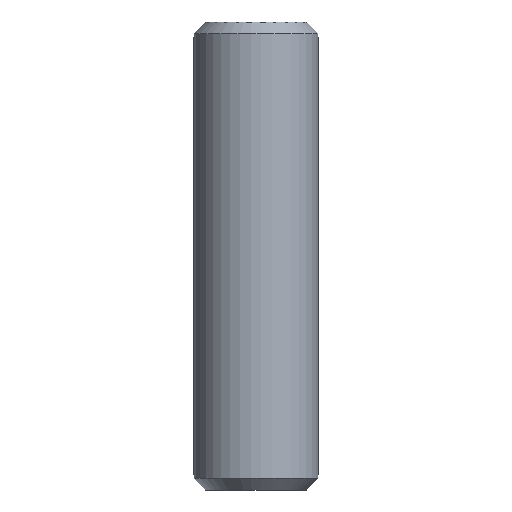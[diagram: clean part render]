
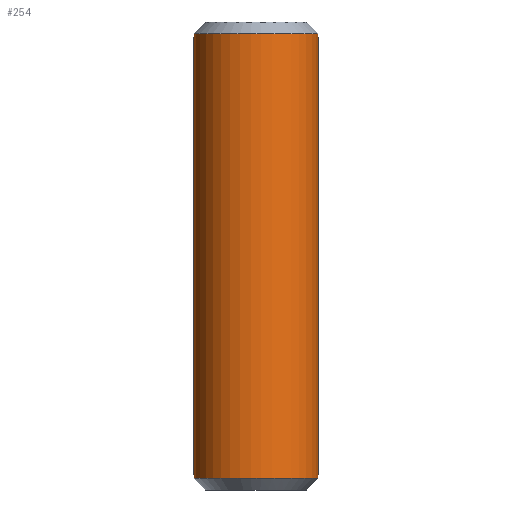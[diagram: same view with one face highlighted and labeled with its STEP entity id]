
A CAD part, front view. The second image highlights one B-rep face of the part: STEP entity #254.
In plain terms, the highlighted cylindrical face has radius 8 mm (diameter 16 mm), a partial arc.
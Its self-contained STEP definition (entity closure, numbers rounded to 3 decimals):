
#4 = AXIS2_PLACEMENT_3D ( 'NONE', #329, #819, #620 ) ;
#27 = CARTESIAN_POINT ( 'NONE',  ( -8., 0., -58. ) ) ;
#30 = VECTOR ( 'NONE', #839, 1000. ) ;
#35 = DIRECTION ( 'NONE',  ( 1., 0., 0. ) ) ;
#51 = CIRCLE ( 'NONE', #276, 8. ) ;
#52 = EDGE_CURVE ( 'NONE', #166, #883, #51, .T. ) ;
#64 = ORIENTED_EDGE ( 'NONE', *, *, #878, .T. ) ;
#68 = VERTEX_POINT ( 'NONE', #335 ) ;
#78 = CARTESIAN_POINT ( 'NONE',  ( -8., 0., 0. ) ) ;
#90 = VERTEX_POINT ( 'NONE', #396 ) ;
#103 = VERTEX_POINT ( 'NONE', #115 ) ;
#104 = EDGE_CURVE ( 'NONE', #561, #351, #308, .T. ) ;
#109 = VECTOR ( 'NONE', #758, 1000. ) ;
#115 = CARTESIAN_POINT ( 'NONE',  ( 7.937, -1., -2. ) ) ;
#117 = DIRECTION ( 'NONE',  ( 1., 0., 0. ) ) ;
#133 = EDGE_CURVE ( 'NONE', #542, #103, #270, .T. ) ;
#151 = CARTESIAN_POINT ( 'NONE',  ( 7.937, -1., 0. ) ) ;
#152 = LINE ( 'NONE', #762, #109 ) ;
#166 = VERTEX_POINT ( 'NONE', #614 ) ;
#187 = FACE_OUTER_BOUND ( 'NONE', #568, .T. ) ;
#254 = ADVANCED_FACE ( 'NONE', ( #187 ), #466, .T. ) ;
#265 = VERTEX_POINT ( 'NONE', #333 ) ;
#270 = CIRCLE ( 'NONE', #451, 8. ) ;
#276 = AXIS2_PLACEMENT_3D ( 'NONE', #830, #755, #409 ) ;
#285 = CIRCLE ( 'NONE', #874, 8. ) ;
#289 = ORIENTED_EDGE ( 'NONE', *, *, #379, .T. ) ;
#295 = EDGE_CURVE ( 'NONE', #440, #90, #285, .T. ) ;
#308 = LINE ( 'NONE', #540, #870 ) ;
#324 = DIRECTION ( 'NONE',  ( 0., 0., -1. ) ) ;
#329 = CARTESIAN_POINT ( 'NONE',  ( 0., 0., -58. ) ) ;
#333 = CARTESIAN_POINT ( 'NONE',  ( 8., 0., -58. ) ) ;
#335 = CARTESIAN_POINT ( 'NONE',  ( 7.937, -1., -58.5 ) ) ;
#343 = CIRCLE ( 'NONE', #744, 8. ) ;
#351 = VERTEX_POINT ( 'NONE', #644 ) ;
#356 = ORIENTED_EDGE ( 'NONE', *, *, #385, .T. ) ;
#364 = AXIS2_PLACEMENT_3D ( 'NONE', #398, #885, #117 ) ;
#365 = CARTESIAN_POINT ( 'NONE',  ( 8., 0., -2. ) ) ;
#367 = EDGE_CURVE ( 'NONE', #651, #90, #638, .T. ) ;
#371 = LINE ( 'NONE', #593, #563 ) ;
#379 = EDGE_CURVE ( 'NONE', #612, #265, #494, .T. ) ;
#385 = EDGE_CURVE ( 'NONE', #68, #612, #371, .T. ) ;
#389 = VECTOR ( 'NONE', #447, 1000. ) ;
#396 = CARTESIAN_POINT ( 'NONE',  ( -8., 0., -2. ) ) ;
#398 = CARTESIAN_POINT ( 'NONE',  ( 0., 0., 0. ) ) ;
#409 = DIRECTION ( 'NONE',  ( 1., 0., 0. ) ) ;
#419 = ORIENTED_EDGE ( 'NONE', *, *, #893, .T. ) ;
#422 = ORIENTED_EDGE ( 'NONE', *, *, #663, .T. ) ;
#423 = ORIENTED_EDGE ( 'NONE', *, *, #52, .F. ) ;
#439 = ORIENTED_EDGE ( 'NONE', *, *, #367, .F. ) ;
#440 = VERTEX_POINT ( 'NONE', #724 ) ;
#447 = DIRECTION ( 'NONE',  ( 0., 0., 1. ) ) ;
#451 = AXIS2_PLACEMENT_3D ( 'NONE', #814, #479, #660 ) ;
#466 = CYLINDRICAL_SURFACE ( 'NONE', #364, 8. ) ;
#479 = DIRECTION ( 'NONE',  ( 0., 0., -1. ) ) ;
#486 = EDGE_CURVE ( 'NONE', #103, #883, #512, .T. ) ;
#494 = CIRCLE ( 'NONE', #4, 8. ) ;
#495 = DIRECTION ( 'NONE',  ( 0., 0., 1. ) ) ;
#512 = LINE ( 'NONE', #151, #30 ) ;
#540 = CARTESIAN_POINT ( 'NONE',  ( -7.937, -1., 0. ) ) ;
#542 = VERTEX_POINT ( 'NONE', #365 ) ;
#543 = AXIS2_PLACEMENT_3D ( 'NONE', #603, #745, #35 ) ;
#546 = DIRECTION ( 'NONE',  ( 0., 0., -1. ) ) ;
#557 = DIRECTION ( 'NONE',  ( 0., 0., 1. ) ) ;
#561 = VERTEX_POINT ( 'NONE', #833 ) ;
#563 = VECTOR ( 'NONE', #867, 1000. ) ;
#568 = EDGE_LOOP ( 'NONE', ( #439, #419, #746, #571, #356, #289, #422, #848, #805, #423, #64, #710 ) ) ;
#569 = CARTESIAN_POINT ( 'NONE',  ( 7.937, -1., -1.5 ) ) ;
#571 = ORIENTED_EDGE ( 'NONE', *, *, #787, .T. ) ;
#593 = CARTESIAN_POINT ( 'NONE',  ( 7.937, -1., 0. ) ) ;
#601 = LINE ( 'NONE', #667, #389 ) ;
#603 = CARTESIAN_POINT ( 'NONE',  ( 0., 0., -58.5 ) ) ;
#612 = VERTEX_POINT ( 'NONE', #829 ) ;
#614 = CARTESIAN_POINT ( 'NONE',  ( -7.937, -1., -1.5 ) ) ;
#620 = DIRECTION ( 'NONE',  ( 1., 0., 0. ) ) ;
#638 = LINE ( 'NONE', #78, #863 ) ;
#644 = CARTESIAN_POINT ( 'NONE',  ( -7.937, -1., -58.5 ) ) ;
#651 = VERTEX_POINT ( 'NONE', #27 ) ;
#660 = DIRECTION ( 'NONE',  ( -1., 0., 0. ) ) ;
#663 = EDGE_CURVE ( 'NONE', #265, #542, #601, .T. ) ;
#667 = CARTESIAN_POINT ( 'NONE',  ( 8., 0., 0. ) ) ;
#709 = DIRECTION ( 'NONE',  ( 1., 0., 0. ) ) ;
#710 = ORIENTED_EDGE ( 'NONE', *, *, #295, .T. ) ;
#724 = CARTESIAN_POINT ( 'NONE',  ( -7.937, -1., -2. ) ) ;
#744 = AXIS2_PLACEMENT_3D ( 'NONE', #773, #557, #709 ) ;
#745 = DIRECTION ( 'NONE',  ( 0., 0., 1. ) ) ;
#746 = ORIENTED_EDGE ( 'NONE', *, *, #104, .T. ) ;
#750 = CARTESIAN_POINT ( 'NONE',  ( 0., 0., -2. ) ) ;
#755 = DIRECTION ( 'NONE',  ( 0., 0., 1. ) ) ;
#757 = CIRCLE ( 'NONE', #543, 8. ) ;
#758 = DIRECTION ( 'NONE',  ( 0., 0., -1. ) ) ;
#762 = CARTESIAN_POINT ( 'NONE',  ( -7.937, -1., 0. ) ) ;
#773 = CARTESIAN_POINT ( 'NONE',  ( 0., 0., -58. ) ) ;
#787 = EDGE_CURVE ( 'NONE', #351, #68, #757, .T. ) ;
#805 = ORIENTED_EDGE ( 'NONE', *, *, #486, .T. ) ;
#814 = CARTESIAN_POINT ( 'NONE',  ( 0., 0., -2. ) ) ;
#816 = DIRECTION ( 'NONE',  ( -1., 0., 0. ) ) ;
#819 = DIRECTION ( 'NONE',  ( 0., 0., 1. ) ) ;
#829 = CARTESIAN_POINT ( 'NONE',  ( 7.937, -1., -58. ) ) ;
#830 = CARTESIAN_POINT ( 'NONE',  ( 0., 0., -1.5 ) ) ;
#833 = CARTESIAN_POINT ( 'NONE',  ( -7.937, -1., -58. ) ) ;
#839 = DIRECTION ( 'NONE',  ( 0., 0., 1. ) ) ;
#848 = ORIENTED_EDGE ( 'NONE', *, *, #133, .T. ) ;
#863 = VECTOR ( 'NONE', #495, 1000. ) ;
#867 = DIRECTION ( 'NONE',  ( 0., 0., 1. ) ) ;
#870 = VECTOR ( 'NONE', #546, 1000. ) ;
#874 = AXIS2_PLACEMENT_3D ( 'NONE', #750, #324, #816 ) ;
#878 = EDGE_CURVE ( 'NONE', #166, #440, #152, .T. ) ;
#883 = VERTEX_POINT ( 'NONE', #569 ) ;
#885 = DIRECTION ( 'NONE',  ( 0., 0., 1. ) ) ;
#893 = EDGE_CURVE ( 'NONE', #651, #561, #343, .T. ) ;
